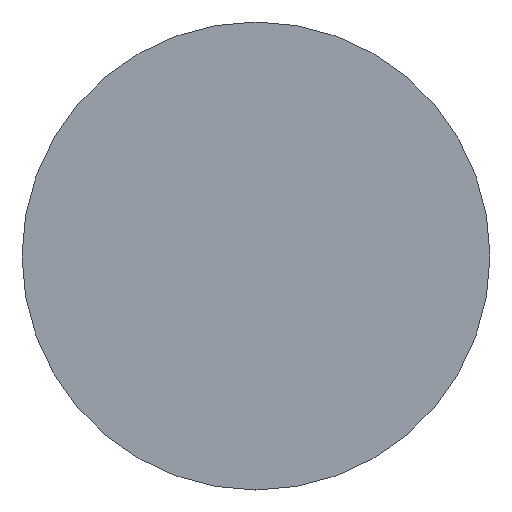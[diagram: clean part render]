
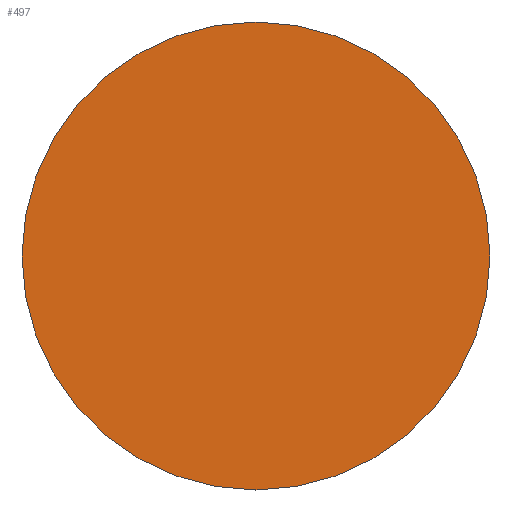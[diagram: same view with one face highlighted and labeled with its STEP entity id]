
A CAD part, left-side view. The second image highlights one B-rep face of the part: STEP entity #497.
In plain terms, the highlighted planar face has unit normal (-1, 0, 0).
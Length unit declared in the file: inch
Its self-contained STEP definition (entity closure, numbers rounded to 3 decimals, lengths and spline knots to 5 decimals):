
#13 = DIRECTION ( 'NONE',  ( -1., 0., 0. ) ) ;
#41 = CIRCLE ( 'NONE', #330, 0.036 ) ;
#56 = FACE_OUTER_BOUND ( 'NONE', #402, .T. ) ;
#61 = DIRECTION ( 'NONE',  ( 1., 0., 0. ) ) ;
#84 = ORIENTED_EDGE ( 'NONE', *, *, #322, .T. ) ;
#136 = CARTESIAN_POINT ( 'NONE',  ( 0., 0., 0. ) ) ;
#155 = CARTESIAN_POINT ( 'NONE',  ( 0., 0., 0. ) ) ;
#181 = DIRECTION ( 'NONE',  ( 0., 0., 1. ) ) ;
#190 = PLANE ( 'NONE',  #496 ) ;
#223 = CARTESIAN_POINT ( 'NONE',  ( 0., 0., -0.036 ) ) ;
#226 = DIRECTION ( 'NONE',  ( 0., 0., -1. ) ) ;
#254 = VERTEX_POINT ( 'NONE', #223 ) ;
#257 = CIRCLE ( 'NONE', #405, 0.036 ) ;
#322 = EDGE_CURVE ( 'NONE', #378, #254, #41, .T. ) ;
#330 = AXIS2_PLACEMENT_3D ( 'NONE', #136, #13, #181 ) ;
#357 = ORIENTED_EDGE ( 'NONE', *, *, #468, .T. ) ;
#361 = DIRECTION ( 'NONE',  ( -1., 0., 0. ) ) ;
#378 = VERTEX_POINT ( 'NONE', #527 ) ;
#394 = DIRECTION ( 'NONE',  ( 0., 0., 1. ) ) ;
#402 = EDGE_LOOP ( 'NONE', ( #84, #357 ) ) ;
#405 = AXIS2_PLACEMENT_3D ( 'NONE', #155, #361, #394 ) ;
#468 = EDGE_CURVE ( 'NONE', #254, #378, #257, .T. ) ;
#496 = AXIS2_PLACEMENT_3D ( 'NONE', #520, #61, #226 ) ;
#497 = ADVANCED_FACE ( 'NONE', ( #56 ), #190, .F. ) ;
#520 = CARTESIAN_POINT ( 'NONE',  ( 0., 0., 0. ) ) ;
#527 = CARTESIAN_POINT ( 'NONE',  ( 0., 0., 0.036 ) ) ;
